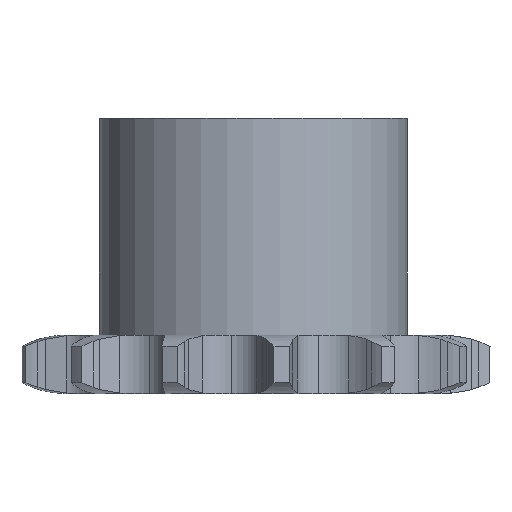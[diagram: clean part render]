
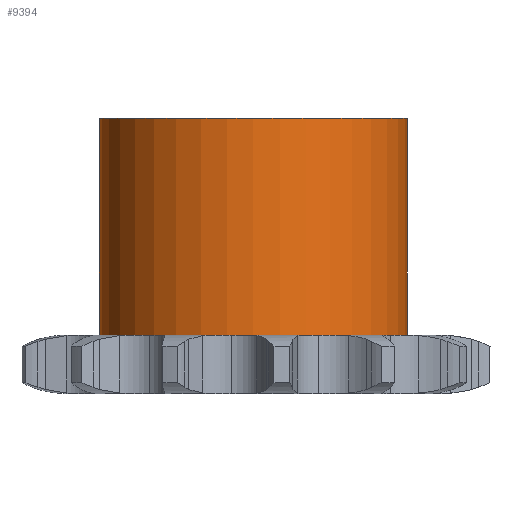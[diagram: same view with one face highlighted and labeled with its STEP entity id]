
A CAD part, left-side view. The second image highlights one B-rep face of the part: STEP entity #9394.
In plain terms, the highlighted cylindrical face has radius 14 mm (diameter 28 mm), a full revolution.
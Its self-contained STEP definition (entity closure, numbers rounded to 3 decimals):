
#446 = PLANE('',#447);
#447 = AXIS2_PLACEMENT_3D('',#448,#449,#450);
#448 = CARTESIAN_POINT('',(0.,0.,5.3));
#449 = DIRECTION('',(-0.,-0.,-1.));
#450 = DIRECTION('',(-1.,0.,0.));
#2212 = EDGE_CURVE('',#2213,#2213,#2215,.T.);
#2213 = VERTEX_POINT('',#2214);
#2214 = CARTESIAN_POINT('',(14.,0.,5.3));
#2215 = SURFACE_CURVE('',#2216,(#2221,#2228),.PCURVE_S1.);
#2216 = CIRCLE('',#2217,14.);
#2217 = AXIS2_PLACEMENT_3D('',#2218,#2219,#2220);
#2218 = CARTESIAN_POINT('',(0.,0.,5.3));
#2219 = DIRECTION('',(0.,0.,-1.));
#2220 = DIRECTION('',(1.,0.,0.));
#2221 = PCURVE('',#446,#2222);
#2222 = DEFINITIONAL_REPRESENTATION('',(#2223),#2227);
#2223 = CIRCLE('',#2224,14.);
#2224 = AXIS2_PLACEMENT_2D('',#2225,#2226);
#2225 = CARTESIAN_POINT('',(0.,0.));
#2226 = DIRECTION('',(-1.,0.));
#2227 = ( GEOMETRIC_REPRESENTATION_CONTEXT(2) 
PARAMETRIC_REPRESENTATION_CONTEXT() REPRESENTATION_CONTEXT('2D SPACE',''
  ) );
#2228 = PCURVE('',#2229,#2234);
#2229 = CYLINDRICAL_SURFACE('',#2230,14.);
#2230 = AXIS2_PLACEMENT_3D('',#2231,#2232,#2233);
#2231 = CARTESIAN_POINT('',(0.,0.,0.));
#2232 = DIRECTION('',(-0.,-0.,-1.));
#2233 = DIRECTION('',(1.,0.,0.));
#2234 = DEFINITIONAL_REPRESENTATION('',(#2235),#2239);
#2235 = LINE('',#2236,#2237);
#2236 = CARTESIAN_POINT('',(-6.283,-5.3));
#2237 = VECTOR('',#2238,1.);
#2238 = DIRECTION('',(1.,-0.));
#2239 = ( GEOMETRIC_REPRESENTATION_CONTEXT(2) 
PARAMETRIC_REPRESENTATION_CONTEXT() REPRESENTATION_CONTEXT('2D SPACE',''
  ) );
#9394 = ADVANCED_FACE('',(#9395),#2229,.T.);
#9395 = FACE_BOUND('',#9396,.F.);
#9396 = EDGE_LOOP('',(#9397,#9398,#9421,#9448));
#9397 = ORIENTED_EDGE('',*,*,#2212,.T.);
#9398 = ORIENTED_EDGE('',*,*,#9399,.T.);
#9399 = EDGE_CURVE('',#2213,#9400,#9402,.T.);
#9400 = VERTEX_POINT('',#9401);
#9401 = CARTESIAN_POINT('',(14.,0.,25.));
#9402 = SEAM_CURVE('',#9403,(#9407,#9414),.PCURVE_S1.);
#9403 = LINE('',#9404,#9405);
#9404 = CARTESIAN_POINT('',(14.,0.,0.));
#9405 = VECTOR('',#9406,1.);
#9406 = DIRECTION('',(0.,0.,1.));
#9407 = PCURVE('',#2229,#9408);
#9408 = DEFINITIONAL_REPRESENTATION('',(#9409),#9413);
#9409 = LINE('',#9410,#9411);
#9410 = CARTESIAN_POINT('',(-6.283,0.));
#9411 = VECTOR('',#9412,1.);
#9412 = DIRECTION('',(-0.,-1.));
#9413 = ( GEOMETRIC_REPRESENTATION_CONTEXT(2) 
PARAMETRIC_REPRESENTATION_CONTEXT() REPRESENTATION_CONTEXT('2D SPACE',''
  ) );
#9414 = PCURVE('',#2229,#9415);
#9415 = DEFINITIONAL_REPRESENTATION('',(#9416),#9420);
#9416 = LINE('',#9417,#9418);
#9417 = CARTESIAN_POINT('',(-0.,0.));
#9418 = VECTOR('',#9419,1.);
#9419 = DIRECTION('',(-0.,-1.));
#9420 = ( GEOMETRIC_REPRESENTATION_CONTEXT(2) 
PARAMETRIC_REPRESENTATION_CONTEXT() REPRESENTATION_CONTEXT('2D SPACE',''
  ) );
#9421 = ORIENTED_EDGE('',*,*,#9422,.T.);
#9422 = EDGE_CURVE('',#9400,#9400,#9423,.T.);
#9423 = SURFACE_CURVE('',#9424,(#9429,#9436),.PCURVE_S1.);
#9424 = CIRCLE('',#9425,14.);
#9425 = AXIS2_PLACEMENT_3D('',#9426,#9427,#9428);
#9426 = CARTESIAN_POINT('',(0.,0.,25.));
#9427 = DIRECTION('',(0.,0.,1.));
#9428 = DIRECTION('',(1.,0.,0.));
#9429 = PCURVE('',#2229,#9430);
#9430 = DEFINITIONAL_REPRESENTATION('',(#9431),#9435);
#9431 = LINE('',#9432,#9433);
#9432 = CARTESIAN_POINT('',(-0.,-25.));
#9433 = VECTOR('',#9434,1.);
#9434 = DIRECTION('',(-1.,0.));
#9435 = ( GEOMETRIC_REPRESENTATION_CONTEXT(2) 
PARAMETRIC_REPRESENTATION_CONTEXT() REPRESENTATION_CONTEXT('2D SPACE',''
  ) );
#9436 = PCURVE('',#9437,#9442);
#9437 = PLANE('',#9438);
#9438 = AXIS2_PLACEMENT_3D('',#9439,#9440,#9441);
#9439 = CARTESIAN_POINT('',(0.,0.,25.)
  );
#9440 = DIRECTION('',(0.,0.,1.));
#9441 = DIRECTION('',(1.,0.,0.));
#9442 = DEFINITIONAL_REPRESENTATION('',(#9443),#9447);
#9443 = CIRCLE('',#9444,14.);
#9444 = AXIS2_PLACEMENT_2D('',#9445,#9446);
#9445 = CARTESIAN_POINT('',(0.,0.));
#9446 = DIRECTION('',(1.,0.));
#9447 = ( GEOMETRIC_REPRESENTATION_CONTEXT(2) 
PARAMETRIC_REPRESENTATION_CONTEXT() REPRESENTATION_CONTEXT('2D SPACE',''
  ) );
#9448 = ORIENTED_EDGE('',*,*,#9399,.F.);
